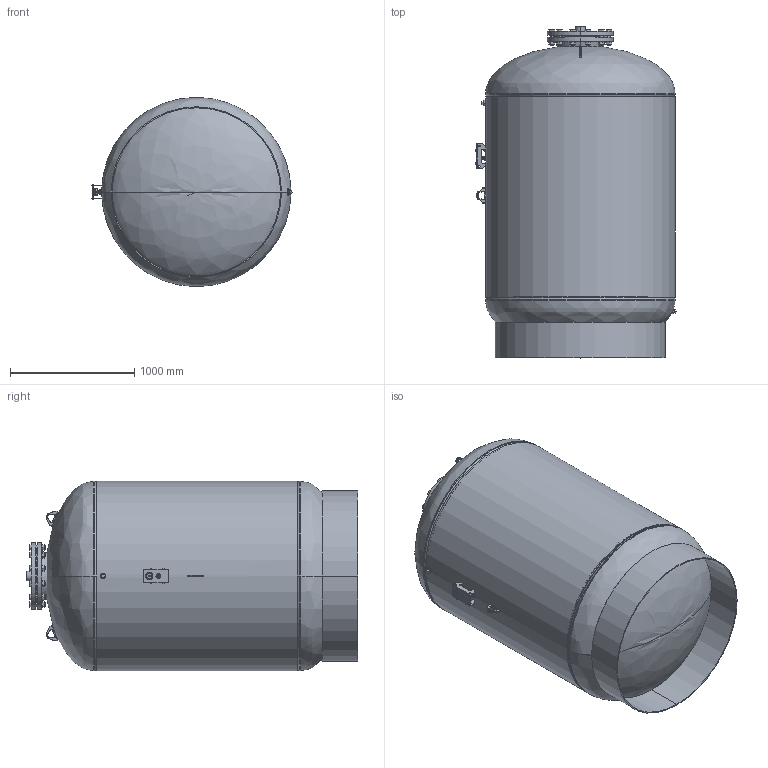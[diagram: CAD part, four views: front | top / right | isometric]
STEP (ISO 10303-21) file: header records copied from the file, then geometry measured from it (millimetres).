
FILE_DESCRIPTION (( 'STEP AP203' ), '1' );
FILE_NAME ('NLA-4000.STEP', '2021-03-25T17:49:26', ( '' ), ( '' ), 'SwSTEP 2.0', 'SolidWorks 2021', '' );
FILE_SCHEMA (( 'CONFIG_CONTROL_DESIGN' ));
Length unit declared in the file: inch
Products named in the file (30): 9400542; 9800687_4464K255; 9500030; 9500010; 9801685_96; 07200310_5081T17; PLUGS_9500150; 9800460_03-34; 99K0776; 99B2792; 9800585_HHBOLT 1.0000-8x4.5x4.5-N; PLUGS_9500140; NLA-4000; 9800340^A-V1056002_9800340; Couplings_9500566; 9801686_5388K24; 99K0777; 9200244; 9500040; 9500050; 9800640_HHNUT 1.0000-8-D-N; 99J0601; 9800401_9800400; 22Q0552; 99M0553; 9500000; 99P3903; BLIND FLANGES ASME B16.5_14 150# SA-105; 9800448
Assembly tree (55 placements, depth 2):
  NLA-4000
    99B2792
    9200244
    9200244
    9500040  x2
    9500000
    9500010
    9500030
    9500050
    Couplings_9500566
    9800460_03-34
    07200310_5081T17
    9800401_9800400
    9800687_4464K255
    9801685_96
    9801686_5388K24
    99P3903
    PLUGS_9500140
    PLUGS_9500150
    99M0553
    BLIND FLANGES ASME B16.5_14 150# SA-105
    9800340^A-V1056002_9800340
    9800585_HHBOLT 1.0000-8x4.5x4.5-N  x12
    9800640_HHNUT 1.0000-8-D-N  x12
    22Q0552
    9800448
    99J0601
    9400542  x3
    99K0776  x2
    99K0777
Bounding box: 1612.34 x 2671.46 x 1524 mm (x, y, z)
Volume: 143922992.8 mm3; surface area: 36328248.3 mm2
Topology: 60 solids, 60 shells, 2538 faces, 6786 edges, 4275 vertices
Faces by surface type: cylinder 1103, plane 608, cone 546, bspline 163, torus 109, sphere 9
Full cylindrical faces by diameter (mm): 1508.125 x1, 1524 x1
Entity records: 114999 total; most frequent: CARTESIAN_POINT 65062, ORIENTED_EDGE 10524, DIRECTION 8175, EDGE_CURVE 5262, VERTEX_POINT 3384, AXIS2_PLACEMENT_3D 3259, EDGE_LOOP 2420, B_SPLINE_CURVE_WITH_KNOTS 1947
